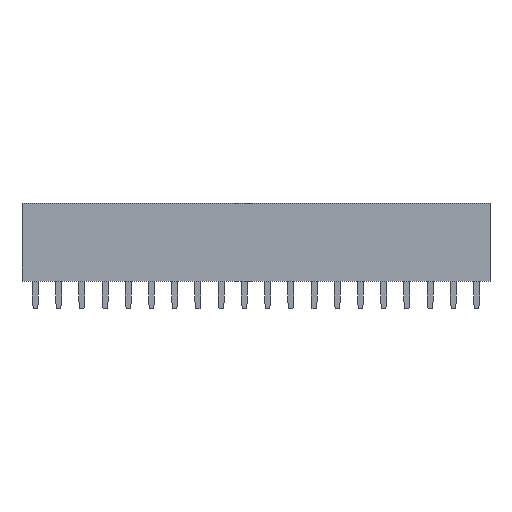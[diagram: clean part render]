
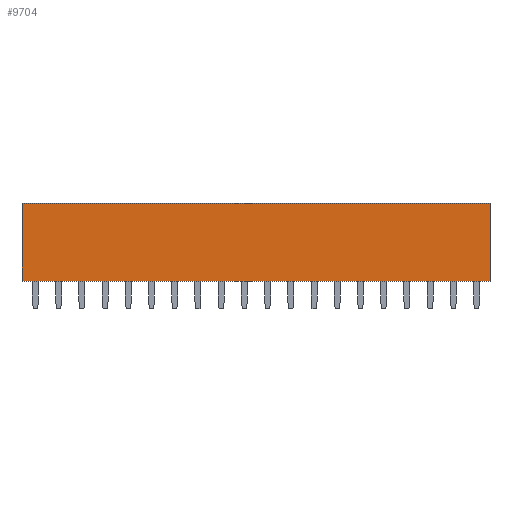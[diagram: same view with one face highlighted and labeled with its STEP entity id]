
A CAD part, top view. The second image highlights one B-rep face of the part: STEP entity #9704.
In plain terms, the highlighted planar face has unit normal (0, 0, 1).
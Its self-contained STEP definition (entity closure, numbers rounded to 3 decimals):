
#4507=DIRECTION('',(1.,0.,0.));
#4508=VECTOR('',#4507,51.2);
#4509=CARTESIAN_POINT('',(-49.73,-8.5,1.25));
#4510=LINE('',#4509,#4508);
#4514=DIRECTION('',(1.,0.,0.));
#4515=VECTOR('',#4514,51.2);
#4516=CARTESIAN_POINT('',(-49.73,0.,1.25));
#4517=LINE('',#4516,#4515);
#4570=DIRECTION('',(0.,-1.,0.));
#4571=VECTOR('',#4570,8.5);
#4572=CARTESIAN_POINT('',(1.47,0.,1.25));
#4573=LINE('',#4572,#4571);
#4598=DIRECTION('',(0.,-1.,0.));
#4599=VECTOR('',#4598,8.5);
#4600=CARTESIAN_POINT('',(-49.73,0.,1.25));
#4601=LINE('',#4600,#4599);
#4862=CARTESIAN_POINT('',(-49.73,0.,1.25));
#4864=VERTEX_POINT('',#4862);
#4865=CARTESIAN_POINT('',(-49.73,-8.5,1.25));
#4866=VERTEX_POINT('',#4865);
#4878=CARTESIAN_POINT('',(1.47,0.,1.25));
#4880=VERTEX_POINT('',#4878);
#4881=CARTESIAN_POINT('',(1.47,-8.5,1.25));
#4882=VERTEX_POINT('',#4881);
#9691=CARTESIAN_POINT('',(-1.27,0.,1.25));
#9692=DIRECTION('',(0.,0.,1.));
#9693=DIRECTION('',(1.,0.,0.));
#9694=AXIS2_PLACEMENT_3D('',#9691,#9692,#9693);
#9695=PLANE('',#9694);
#9696=ORIENTED_EDGE('',*,*,#5502,.T.);
#9698=ORIENTED_EDGE('',*,*,#9697,.T.);
#9699=ORIENTED_EDGE('',*,*,#9665,.F.);
#9701=ORIENTED_EDGE('',*,*,#9700,.F.);
#9702=EDGE_LOOP('',(#9696,#9698,#9699,#9701));
#9703=FACE_OUTER_BOUND('',#9702,.F.);
#9704=ADVANCED_FACE('',(#9703),#9695,.T.);
#5502=EDGE_CURVE('',#4864,#4880,#4517,.T.);
#9665=EDGE_CURVE('',#4866,#4882,#4510,.T.);
#9697=EDGE_CURVE('',#4880,#4882,#4573,.T.);
#9700=EDGE_CURVE('',#4864,#4866,#4601,.T.);
